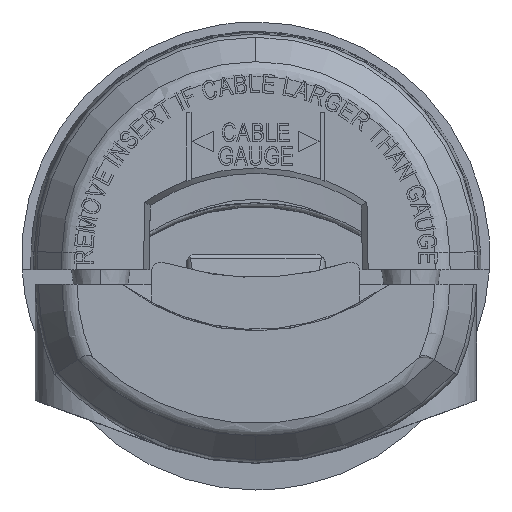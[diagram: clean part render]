
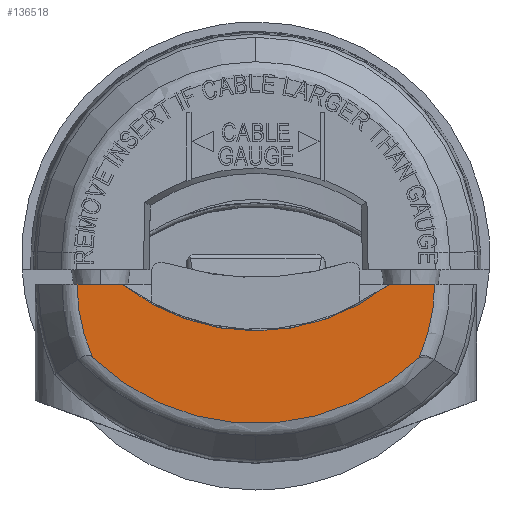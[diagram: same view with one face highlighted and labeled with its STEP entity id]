
A CAD part, top view. The second image highlights one B-rep face of the part: STEP entity #136518.
In plain terms, the highlighted planar face has unit normal (0, 0, 1).
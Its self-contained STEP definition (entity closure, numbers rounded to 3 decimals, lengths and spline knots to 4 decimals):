
#1457 = DIRECTION ( 'NONE',  ( 1., 0., 0. ) ) ;
#5049 = CARTESIAN_POINT ( 'NONE',  ( 0.4502, -0.097, 2.596 ) ) ;
#10800 = CARTESIAN_POINT ( 'NONE',  ( 0., -0.097, 2.596 ) ) ;
#16457 = AXIS2_PLACEMENT_3D ( 'NONE', #207205, #29833, #33756 ) ;
#26451 = DIRECTION ( 'NONE',  ( -1., 0., 0. ) ) ;
#26565 = DIRECTION ( 'NONE',  ( 0., 0., 1. ) ) ;
#29833 = DIRECTION ( 'NONE',  ( 0., 0., 1. ) ) ;
#30347 = VERTEX_POINT ( 'NONE', #201922 ) ;
#31555 = ORIENTED_EDGE ( 'NONE', *, *, #79303, .T. ) ;
#33756 = DIRECTION ( 'NONE',  ( 0., -1., 0. ) ) ;
#34096 = VECTOR ( 'NONE', #207703, 39.3701 ) ;
#34784 = VERTEX_POINT ( 'NONE', #146044 ) ;
#35395 = CARTESIAN_POINT ( 'NONE',  ( 0., 0.47, 2.596 ) ) ;
#40731 = DIRECTION ( 'NONE',  ( 1., 0., 0. ) ) ;
#41791 = CARTESIAN_POINT ( 'NONE',  ( -0.4502, -0.097, 2.596 ) ) ;
#42634 = PLANE ( 'NONE',  #194081 ) ;
#45362 = ORIENTED_EDGE ( 'NONE', *, *, #197019, .F. ) ;
#49552 = DIRECTION ( 'NONE',  ( 0., 0., 1. ) ) ;
#51661 = CARTESIAN_POINT ( 'NONE',  ( 0., -0.097, 2.596 ) ) ;
#53333 = VERTEX_POINT ( 'NONE', #56855 ) ;
#56855 = CARTESIAN_POINT ( 'NONE',  ( -0.6035, -0.097, 2.596 ) ) ;
#57476 = LINE ( 'NONE', #169654, #210119 ) ;
#57589 = FACE_OUTER_BOUND ( 'NONE', #153953, .T. ) ;
#64406 = VERTEX_POINT ( 'NONE', #41791 ) ;
#71145 = DIRECTION ( 'NONE',  ( 0., 0., 1. ) ) ;
#78480 = CARTESIAN_POINT ( 'NONE',  ( -0.5283, -0.097, 2.596 ) ) ;
#79303 = EDGE_CURVE ( 'NONE', #126273, #30347, #123959, .T. ) ;
#84754 = CIRCLE ( 'NONE', #146146, 0.6035 ) ;
#89958 = AXIS2_PLACEMENT_3D ( 'NONE', #151245, #71145, #120267 ) ;
#90058 = EDGE_CURVE ( 'NONE', #64406, #34784, #203347, .T. ) ;
#90847 = AXIS2_PLACEMENT_3D ( 'NONE', #35395, #178615, #99524 ) ;
#92288 = CIRCLE ( 'NONE', #153671, 0.6035 ) ;
#99524 = DIRECTION ( 'NONE',  ( 0., -1., 0. ) ) ;
#103993 = ORIENTED_EDGE ( 'NONE', *, *, #104965, .F. ) ;
#104965 = EDGE_CURVE ( 'NONE', #34784, #116415, #166538, .T. ) ;
#114775 = EDGE_CURVE ( 'NONE', #30347, #121968, #92288, .T. ) ;
#116415 = VERTEX_POINT ( 'NONE', #5049 ) ;
#120267 = DIRECTION ( 'NONE',  ( 1., 0., 0. ) ) ;
#121968 = VERTEX_POINT ( 'NONE', #156532 ) ;
#123959 = CIRCLE ( 'NONE', #89958, 0.7903 ) ;
#126273 = VERTEX_POINT ( 'NONE', #141945 ) ;
#129031 = EDGE_CURVE ( 'NONE', #121968, #116415, #57476, .T. ) ;
#129548 = ORIENTED_EDGE ( 'NONE', *, *, #182698, .T. ) ;
#136097 = ORIENTED_EDGE ( 'NONE', *, *, #129031, .T. ) ;
#136518 = ADVANCED_FACE ( 'NONE', ( #57589 ), #42634, .T. ) ;
#141081 = DIRECTION ( 'NONE',  ( 0., 0., 1. ) ) ;
#141945 = CARTESIAN_POINT ( 'NONE',  ( -0.5509, -0.3433, 2.596 ) ) ;
#146044 = CARTESIAN_POINT ( 'NONE',  ( 0., -0.254, 2.596 ) ) ;
#146146 = AXIS2_PLACEMENT_3D ( 'NONE', #51661, #49552, #1457 ) ;
#150328 = ORIENTED_EDGE ( 'NONE', *, *, #114775, .T. ) ;
#151245 = CARTESIAN_POINT ( 'NONE',  ( 0., 0.2232, 2.596 ) ) ;
#153671 = AXIS2_PLACEMENT_3D ( 'NONE', #10800, #141081, #40731 ) ;
#153953 = EDGE_LOOP ( 'NONE', ( #129548, #31555, #150328, #136097, #103993, #171798, #45362 ) ) ;
#156532 = CARTESIAN_POINT ( 'NONE',  ( 0.6035, -0.097, 2.596 ) ) ;
#159016 = CARTESIAN_POINT ( 'NONE',  ( -0.6232, -0.8988, 2.596 ) ) ;
#166538 = CIRCLE ( 'NONE', #16457, 0.724 ) ;
#169654 = CARTESIAN_POINT ( 'NONE',  ( 0., -0.097, 2.596 ) ) ;
#171798 = ORIENTED_EDGE ( 'NONE', *, *, #90058, .F. ) ;
#176084 = DIRECTION ( 'NONE',  ( 1., 0., 0. ) ) ;
#178615 = DIRECTION ( 'NONE',  ( 0., 0., 1. ) ) ;
#182698 = EDGE_CURVE ( 'NONE', #53333, #126273, #84754, .T. ) ;
#190645 = LINE ( 'NONE', #78480, #34096 ) ;
#194081 = AXIS2_PLACEMENT_3D ( 'NONE', #159016, #26565, #176084 ) ;
#197019 = EDGE_CURVE ( 'NONE', #53333, #64406, #190645, .T. ) ;
#201922 = CARTESIAN_POINT ( 'NONE',  ( 0.5509, -0.3433, 2.596 ) ) ;
#203347 = CIRCLE ( 'NONE', #90847, 0.724 ) ;
#207205 = CARTESIAN_POINT ( 'NONE',  ( 0., 0.47, 2.596 ) ) ;
#207703 = DIRECTION ( 'NONE',  ( 1., 0., 0. ) ) ;
#210119 = VECTOR ( 'NONE', #26451, 39.3701 ) ;
